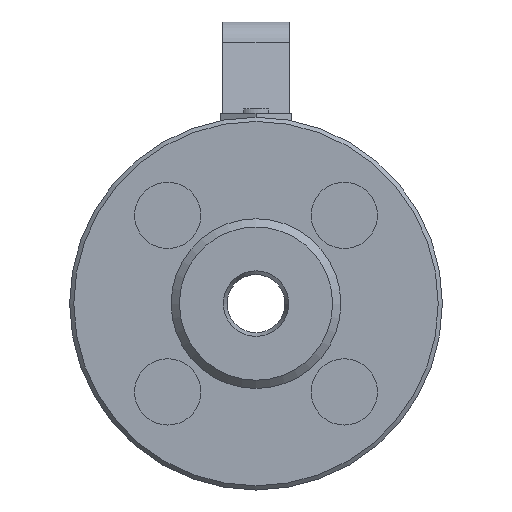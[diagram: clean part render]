
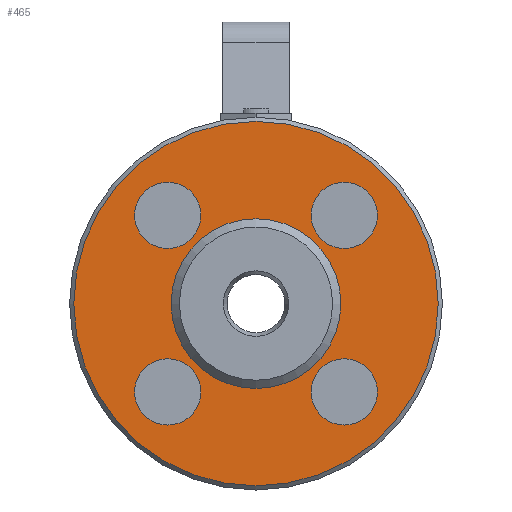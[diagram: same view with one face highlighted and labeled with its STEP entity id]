
A CAD part, left-side view. The second image highlights one B-rep face of the part: STEP entity #465.
In plain terms, the highlighted planar face has unit normal (-1, 0, 0).
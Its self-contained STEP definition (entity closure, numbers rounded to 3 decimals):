
#465 = ADVANCED_FACE( '', ( #1040, #1041, #1042, #1043, #1044, #1045 ), #1046, .F. );
#1040 = FACE_OUTER_BOUND( '', #1662, .T. );
#1041 = FACE_BOUND( '', #1663, .T. );
#1042 = FACE_BOUND( '', #1664, .T. );
#1043 = FACE_BOUND( '', #1665, .T. );
#1044 = FACE_BOUND( '', #1666, .T. );
#1045 = FACE_BOUND( '', #1667, .T. );
#1046 = PLANE( '', #1668 );
#1662 = EDGE_LOOP( '', ( #2822 ) );
#1663 = EDGE_LOOP( '', ( #2823 ) );
#1664 = EDGE_LOOP( '', ( #2824 ) );
#1665 = EDGE_LOOP( '', ( #2825 ) );
#1666 = EDGE_LOOP( '', ( #2826 ) );
#1667 = EDGE_LOOP( '', ( #2827 ) );
#1668 = AXIS2_PLACEMENT_3D( '', #2828, #2829, #2830 );
#2822 = ORIENTED_EDGE( '', *, *, #3509, .T. );
#2823 = ORIENTED_EDGE( '', *, *, #3345, .F. );
#2824 = ORIENTED_EDGE( '', *, *, #3336, .F. );
#2825 = ORIENTED_EDGE( '', *, *, #3162, .F. );
#2826 = ORIENTED_EDGE( '', *, *, #3256, .F. );
#2827 = ORIENTED_EDGE( '', *, *, #3374, .F. );
#2828 = CARTESIAN_POINT( '', ( 4., 0., -20.5 ) );
#2829 = DIRECTION( '', ( 1., 0., 0. ) );
#2830 = DIRECTION( '', ( 0., 1., 0. ) );
#3162 = EDGE_CURVE( '', #3701, #3701, #3702, .T. );
#3256 = EDGE_CURVE( '', #3854, #3854, #3855, .T. );
#3336 = EDGE_CURVE( '', #3979, #3979, #3980, .T. );
#3345 = EDGE_CURVE( '', #3993, #3993, #3994, .T. );
#3374 = EDGE_CURVE( '', #4035, #4035, #4036, .T. );
#3509 = EDGE_CURVE( '', #4209, #4209, #4210, .F. );
#3701 = VERTEX_POINT( '', #4452 );
#3702 = CIRCLE( '', #4453, 8. );
#3854 = VERTEX_POINT( '', #4711 );
#3855 = CIRCLE( '', #4712, 8. );
#3979 = VERTEX_POINT( '', #4880 );
#3980 = CIRCLE( '', #4881, 8. );
#3993 = VERTEX_POINT( '', #4897 );
#3994 = CIRCLE( '', #4898, 8. );
#4035 = VERTEX_POINT( '', #4956 );
#4036 = CIRCLE( '', #4957, 20.5 );
#4209 = VERTEX_POINT( '', #5169 );
#4210 = CIRCLE( '', #5170, 44. );
#4452 = CARTESIAN_POINT( '', ( 4., 13.319, 21.319 ) );
#4453 = AXIS2_PLACEMENT_3D( '', #5332, #5333, #5334 );
#4711 = CARTESIAN_POINT( '', ( 4., -29.319, 21.319 ) );
#4712 = AXIS2_PLACEMENT_3D( '', #5462, #5463, #5464 );
#4880 = CARTESIAN_POINT( '', ( 4., 13.319, -21.319 ) );
#4881 = AXIS2_PLACEMENT_3D( '', #5554, #5555, #5556 );
#4897 = CARTESIAN_POINT( '', ( 4., -29.319, -21.319 ) );
#4898 = AXIS2_PLACEMENT_3D( '', #5566, #5567, #5568 );
#4956 = CARTESIAN_POINT( '', ( 4., 0., 20.5 ) );
#4957 = AXIS2_PLACEMENT_3D( '', #5601, #5602, #5603 );
#5169 = CARTESIAN_POINT( '', ( 4., 0., -44. ) );
#5170 = AXIS2_PLACEMENT_3D( '', #5748, #5749, #5750 );
#5332 = CARTESIAN_POINT( '', ( 4., 21.319, 21.319 ) );
#5333 = DIRECTION( '', ( -1., 0., 0. ) );
#5334 = DIRECTION( '', ( 0., -1., 0. ) );
#5462 = CARTESIAN_POINT( '', ( 4., -21.319, 21.319 ) );
#5463 = DIRECTION( '', ( -1., 0., 0. ) );
#5464 = DIRECTION( '', ( 0., -1., 0. ) );
#5554 = CARTESIAN_POINT( '', ( 4., 21.319, -21.319 ) );
#5555 = DIRECTION( '', ( -1., 0., 0. ) );
#5556 = DIRECTION( '', ( 0., -1., 0. ) );
#5566 = CARTESIAN_POINT( '', ( 4., -21.319, -21.319 ) );
#5567 = DIRECTION( '', ( -1., 0., 0. ) );
#5568 = DIRECTION( '', ( 0., -1., 0. ) );
#5601 = CARTESIAN_POINT( '', ( 4., 0., 0. ) );
#5602 = DIRECTION( '', ( -1., 0., 0. ) );
#5603 = DIRECTION( '', ( 0., 0., 1. ) );
#5748 = CARTESIAN_POINT( '', ( 4., 0., 0. ) );
#5749 = DIRECTION( '', ( 1., 0., 0. ) );
#5750 = DIRECTION( '', ( 0., 0., -1. ) );
